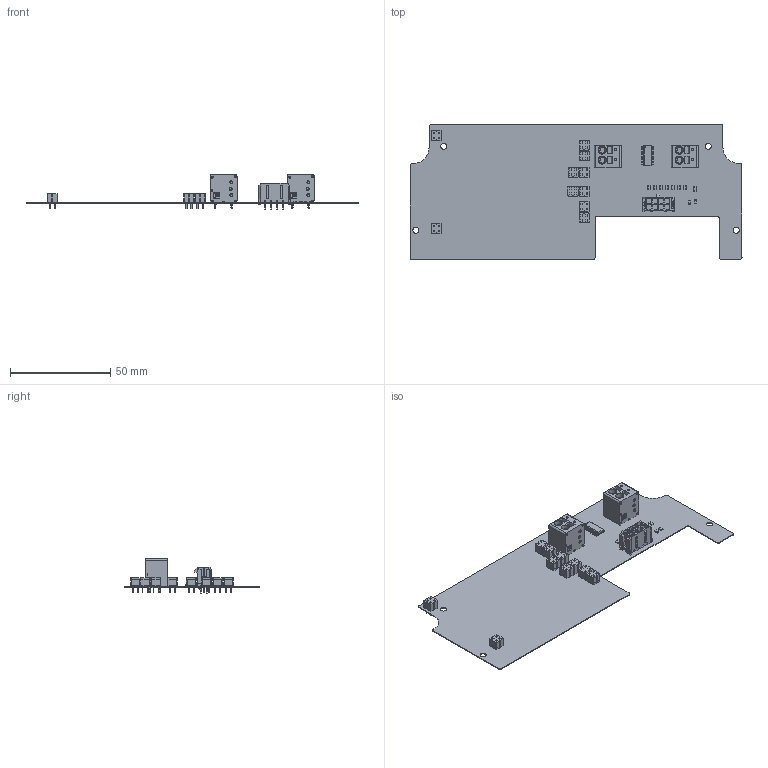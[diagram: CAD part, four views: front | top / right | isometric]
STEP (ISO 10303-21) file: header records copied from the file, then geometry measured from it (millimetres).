
FILE_DESCRIPTION(('Open CASCADE Model'),'2;1');
FILE_NAME('Open CASCADE Shape Model','2020-05-14T18:21:23',('Author'),( 'Open CASCADE'),'Open CASCADE STEP processor 6.8','Open CASCADE 6.8' ,'Unknown');
FILE_SCHEMA(('AUTOMOTIVE_DESIGN { 1 0 10303 214 1 1 1 1 }'));
Length unit declared in the file: millimetre
Products named in the file (58): PCB; Board; Open CASCADE STEP translator 6.8 3.1.1; U1; 5776020384; Open_CASCADE_STEP_translator_6.8_1.1; Body; Open_CASCADE_STEP_translator_6.8_1.2.1; Leader; J2; 5776020864; J1; R7; 5812118656; Extruded; 5812119136; R6; 5793624160; Mid_Body; Terminal; Open_CASCADE_STEP_translator_6.8_5.2.1; Mark; R5; 5793624320; R4; 5812122656; 5812123216; R3; R2; R1; P11; 430450812; Open CASCADE STEP translator 6.8 3.12.1.1; Open CASCADE STEP translator 6.8 3.12.1.2; D2; 150080xS75000; base; cover; housing; marking ...
Assembly tree (98 placements, depth 5):
  PCB
    Board
      Open CASCADE STEP translator 6.8 3.1.1
    U1
      5776020384
        Open_CASCADE_STEP_translator_6.8_1.1
        Body
          Open_CASCADE_STEP_translator_6.8_1.2.1
        Leader  x16
    J2
      5776020864
    J1
      5776020864
    R7
      5812118656
        Extruded
      5812119136  x2
        Extruded
    R6
      5793624160
        Mid_Body
        Terminal  x2
          Open_CASCADE_STEP_translator_6.8_5.2.1
        Mark
    R5
      5793624320
        Mid_Body
        Terminal  x2
          Open_CASCADE_STEP_translator_6.8_5.2.1
        Mark
    R4
      5812122656
        Extruded
      5812123216  x2
        Extruded
    R3
      5812122656
        Extruded
      5812123216  x2
        Extruded
    R2
      5812122656
        Extruded
      5812123216  x2
        Extruded
    R1
      5812122656
        Extruded
      5812123216  x2
        Extruded
    P11
      430450812
        Open CASCADE STEP translator 6.8 3.12.1.1
        Open CASCADE STEP translator 6.8 3.12.1.2
    D2
      150080xS75000
        base
        cover
        housing
        marking  x2
Bounding box: 165.81 x 67.43 x 17.21 mm (x, y, z)
Volume: 10275.8 mm3; surface area: 26809.3 mm2
Topology: 79 solids, 80 shells, 2676 faces, 6451 edges, 4149 vertices
Faces by surface type: plane 2191, cylinder 371, cone 84, sphere 18, bspline 8, torus 4
Full cylindrical faces by diameter (mm): 0.5 x1, 0.9 x40, 1.07 x10, 1.35 x8, 3 x4
Entity records: 35080 total; most frequent: CARTESIAN_POINT 6290, DIRECTION 5178, ORIENTED_EDGE 4965, EDGE_CURVE 2483, LINE 1940, VECTOR 1940, AXIS2_PLACEMENT_3D 1619, VERTEX_POINT 1597
